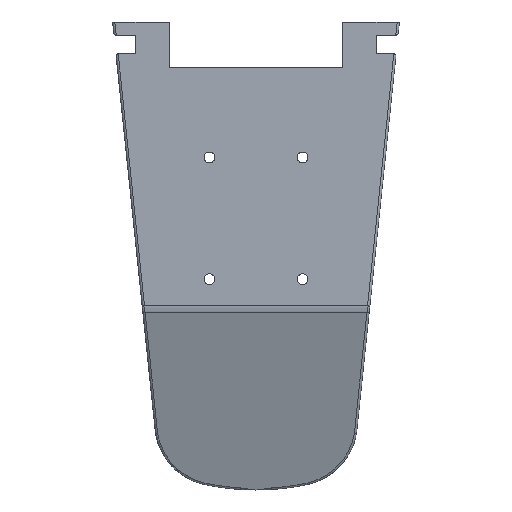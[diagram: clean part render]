
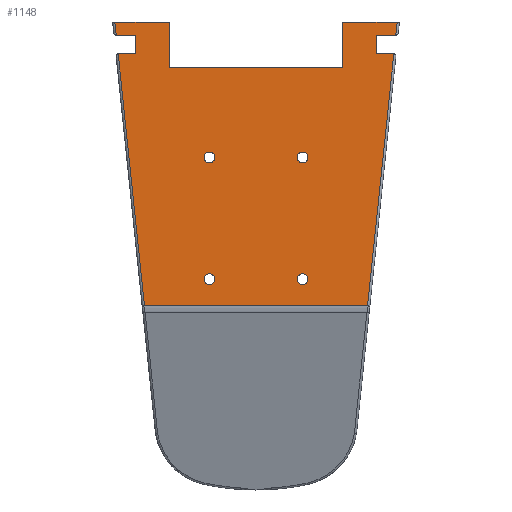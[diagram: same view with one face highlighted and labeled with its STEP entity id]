
A CAD part, front view. The second image highlights one B-rep face of the part: STEP entity #1148.
In plain terms, the highlighted planar face has unit normal (0, -1, 0).
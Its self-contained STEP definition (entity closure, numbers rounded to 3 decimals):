
#34=FACE_BOUND('',#251,.T.);
#35=FACE_BOUND('',#252,.T.);
#36=FACE_BOUND('',#253,.T.);
#37=FACE_BOUND('',#254,.T.);
#113=CIRCLE('',#1249,2.38);
#114=CIRCLE('',#1250,2.38);
#115=CIRCLE('',#1251,2.38);
#116=CIRCLE('',#1252,2.38);
#181=FACE_OUTER_BOUND('',#250,.T.);
#250=EDGE_LOOP('',(#806,#807,#808,#809,#810,#811,#812,#813,#814,#815,#816,
#817,#818,#819,#820,#821));
#251=EDGE_LOOP('',(#822));
#252=EDGE_LOOP('',(#823));
#253=EDGE_LOOP('',(#824));
#254=EDGE_LOOP('',(#825));
#330=LINE('',#1726,#410);
#332=LINE('',#1760,#412);
#334=LINE('',#1768,#414);
#336=LINE('',#1800,#416);
#337=LINE('',#1802,#417);
#338=LINE('',#1804,#418);
#339=LINE('',#1806,#419);
#340=LINE('',#1808,#420);
#341=LINE('',#1810,#421);
#342=LINE('',#1812,#422);
#343=LINE('',#1814,#423);
#344=LINE('',#1816,#424);
#345=LINE('',#1818,#425);
#346=LINE('',#1820,#426);
#347=LINE('',#1822,#427);
#348=LINE('',#1823,#428);
#410=VECTOR('',#1389,10.);
#412=VECTOR('',#1397,10.);
#414=VECTOR('',#1405,10.);
#416=VECTOR('',#1411,10.);
#417=VECTOR('',#1412,10.);
#418=VECTOR('',#1413,10.);
#419=VECTOR('',#1414,10.);
#420=VECTOR('',#1415,10.);
#421=VECTOR('',#1416,10.);
#422=VECTOR('',#1417,10.);
#423=VECTOR('',#1418,10.);
#424=VECTOR('',#1419,10.);
#425=VECTOR('',#1420,10.);
#426=VECTOR('',#1421,10.);
#427=VECTOR('',#1422,10.);
#428=VECTOR('',#1423,10.);
#490=VERTEX_POINT('',#1724);
#491=VERTEX_POINT('',#1725);
#496=VERTEX_POINT('',#1759);
#499=VERTEX_POINT('',#1767);
#503=VERTEX_POINT('',#1799);
#504=VERTEX_POINT('',#1801);
#505=VERTEX_POINT('',#1803);
#506=VERTEX_POINT('',#1805);
#507=VERTEX_POINT('',#1807);
#508=VERTEX_POINT('',#1809);
#509=VERTEX_POINT('',#1811);
#510=VERTEX_POINT('',#1813);
#511=VERTEX_POINT('',#1815);
#512=VERTEX_POINT('',#1817);
#513=VERTEX_POINT('',#1819);
#514=VERTEX_POINT('',#1821);
#515=VERTEX_POINT('',#1824);
#516=VERTEX_POINT('',#1826);
#517=VERTEX_POINT('',#1828);
#518=VERTEX_POINT('',#1830);
#605=EDGE_CURVE('',#490,#491,#330,.T.);
#611=EDGE_CURVE('',#496,#490,#332,.T.);
#615=EDGE_CURVE('',#499,#496,#334,.T.);
#620=EDGE_CURVE('',#503,#491,#336,.T.);
#621=EDGE_CURVE('',#503,#504,#337,.T.);
#622=EDGE_CURVE('',#504,#505,#338,.T.);
#623=EDGE_CURVE('',#505,#506,#339,.T.);
#624=EDGE_CURVE('',#506,#507,#340,.T.);
#625=EDGE_CURVE('',#507,#508,#341,.T.);
#626=EDGE_CURVE('',#509,#508,#342,.T.);
#627=EDGE_CURVE('',#509,#510,#343,.T.);
#628=EDGE_CURVE('',#510,#511,#344,.T.);
#629=EDGE_CURVE('',#511,#512,#345,.T.);
#630=EDGE_CURVE('',#513,#512,#346,.T.);
#631=EDGE_CURVE('',#514,#513,#347,.T.);
#632=EDGE_CURVE('',#499,#514,#348,.T.);
#633=EDGE_CURVE('',#515,#515,#113,.T.);
#634=EDGE_CURVE('',#516,#516,#114,.T.);
#635=EDGE_CURVE('',#517,#517,#115,.T.);
#636=EDGE_CURVE('',#518,#518,#116,.T.);
#806=ORIENTED_EDGE('',*,*,#615,.T.);
#807=ORIENTED_EDGE('',*,*,#611,.T.);
#808=ORIENTED_EDGE('',*,*,#605,.T.);
#809=ORIENTED_EDGE('',*,*,#620,.F.);
#810=ORIENTED_EDGE('',*,*,#621,.T.);
#811=ORIENTED_EDGE('',*,*,#622,.T.);
#812=ORIENTED_EDGE('',*,*,#623,.T.);
#813=ORIENTED_EDGE('',*,*,#624,.T.);
#814=ORIENTED_EDGE('',*,*,#625,.T.);
#815=ORIENTED_EDGE('',*,*,#626,.F.);
#816=ORIENTED_EDGE('',*,*,#627,.T.);
#817=ORIENTED_EDGE('',*,*,#628,.T.);
#818=ORIENTED_EDGE('',*,*,#629,.T.);
#819=ORIENTED_EDGE('',*,*,#630,.F.);
#820=ORIENTED_EDGE('',*,*,#631,.F.);
#821=ORIENTED_EDGE('',*,*,#632,.F.);
#822=ORIENTED_EDGE('',*,*,#633,.T.);
#823=ORIENTED_EDGE('',*,*,#634,.T.);
#824=ORIENTED_EDGE('',*,*,#635,.T.);
#825=ORIENTED_EDGE('',*,*,#636,.T.);
#1125=PLANE('',#1248);
#1148=ADVANCED_FACE('',(#181,#34,#35,#36,#37),#1125,.F.);
#1248=AXIS2_PLACEMENT_3D('',#1798,#1409,#1410);
#1249=AXIS2_PLACEMENT_3D('',#1825,#1424,#1425);
#1250=AXIS2_PLACEMENT_3D('',#1827,#1426,#1427);
#1251=AXIS2_PLACEMENT_3D('',#1829,#1428,#1429);
#1252=AXIS2_PLACEMENT_3D('',#1831,#1430,#1431);
#1389=DIRECTION('',(1.,0.,0.));
#1397=DIRECTION('',(0.,0.,1.));
#1405=DIRECTION('',(-1.,0.,0.));
#1409=DIRECTION('center_axis',(0.,1.,0.));
#1410=DIRECTION('ref_axis',(0.,0.,1.));
#1411=DIRECTION('',(-0.104,0.,-0.995));
#1412=DIRECTION('',(-1.,0.,0.));
#1413=DIRECTION('',(0.,0.,-1.));
#1414=DIRECTION('',(-1.,0.,0.));
#1415=DIRECTION('',(0.,0.,1.));
#1416=DIRECTION('',(-1.,0.,0.));
#1417=DIRECTION('',(-0.104,0.,0.995));
#1418=DIRECTION('',(1.,0.,0.));
#1419=DIRECTION('',(0.,0.,-1.));
#1420=DIRECTION('',(-1.,0.,0.));
#1421=DIRECTION('',(-0.104,0.,0.995));
#1422=DIRECTION('',(-1.,0.,0.));
#1423=DIRECTION('',(-0.104,0.,-0.995));
#1424=DIRECTION('center_axis',(0.,1.,0.));
#1425=DIRECTION('ref_axis',(-1.,0.,0.));
#1426=DIRECTION('center_axis',(0.,1.,0.));
#1427=DIRECTION('ref_axis',(-1.,0.,0.));
#1428=DIRECTION('center_axis',(0.,1.,0.));
#1429=DIRECTION('ref_axis',(-1.,0.,0.));
#1430=DIRECTION('center_axis',(0.,1.,0.));
#1431=DIRECTION('ref_axis',(-1.,0.,0.));
#1724=CARTESIAN_POINT('',(53.463,0.,-79.94));
#1725=CARTESIAN_POINT('',(61.932,0.,-79.94));
#1726=CARTESIAN_POINT('',(299.191,0.,-79.94));
#1759=CARTESIAN_POINT('',(53.463,0.,-88.247));
#1760=CARTESIAN_POINT('',(53.463,0.,-23.094));
#1767=CARTESIAN_POINT('',(61.067,0.,-88.247));
#1768=CARTESIAN_POINT('',(299.191,0.,-88.247));
#1798=CARTESIAN_POINT('Origin',(0.,0.,37.906));
#1799=CARTESIAN_POINT('',(62.541,0.,-74.094));
#1800=CARTESIAN_POINT('',(69.81,0.,-4.306));
#1801=CARTESIAN_POINT('',(38.463,0.,-74.094));
#1802=CARTESIAN_POINT('',(31.773,0.,-74.094));
#1803=CARTESIAN_POINT('',(38.463,0.,-94.094));
#1804=CARTESIAN_POINT('',(38.463,0.,-18.094));
#1805=CARTESIAN_POINT('',(-38.463,0.,-94.094));
#1806=CARTESIAN_POINT('',(19.232,0.,-94.094));
#1807=CARTESIAN_POINT('',(-38.463,0.,-74.094));
#1808=CARTESIAN_POINT('',(-38.463,0.,-28.094));
#1809=CARTESIAN_POINT('',(-62.541,0.,-74.094));
#1810=CARTESIAN_POINT('',(-19.232,0.,-74.094));
#1811=CARTESIAN_POINT('',(-61.932,0.,-79.94));
#1812=CARTESIAN_POINT('',(-61.346,0.,-85.565));
#1813=CARTESIAN_POINT('',(-53.463,0.,-79.94));
#1814=CARTESIAN_POINT('',(-299.19,0.,-79.94));
#1815=CARTESIAN_POINT('',(-53.463,0.,-88.247));
#1816=CARTESIAN_POINT('',(-53.463,0.,-23.094));
#1817=CARTESIAN_POINT('',(-61.067,0.,-88.247));
#1818=CARTESIAN_POINT('',(-299.19,0.,-88.247));
#1819=CARTESIAN_POINT('',(-49.437,0.,-199.91));
#1820=CARTESIAN_POINT('',(-61.346,0.,-85.565));
#1821=CARTESIAN_POINT('',(49.437,0.,-199.91));
#1822=CARTESIAN_POINT('',(37.5,0.,-199.91));
#1823=CARTESIAN_POINT('',(69.81,0.,-4.306));
#1824=CARTESIAN_POINT('',(23.018,0.,-188.069));
#1825=CARTESIAN_POINT('Origin',(20.638,0.,-188.069));
#1826=CARTESIAN_POINT('',(-18.258,0.,-188.069));
#1827=CARTESIAN_POINT('Origin',(-20.638,0.,-188.069));
#1828=CARTESIAN_POINT('',(23.018,0.,-134.094));
#1829=CARTESIAN_POINT('Origin',(20.638,0.,-134.094));
#1830=CARTESIAN_POINT('',(-18.258,0.,-134.094));
#1831=CARTESIAN_POINT('Origin',(-20.638,0.,-134.094));
